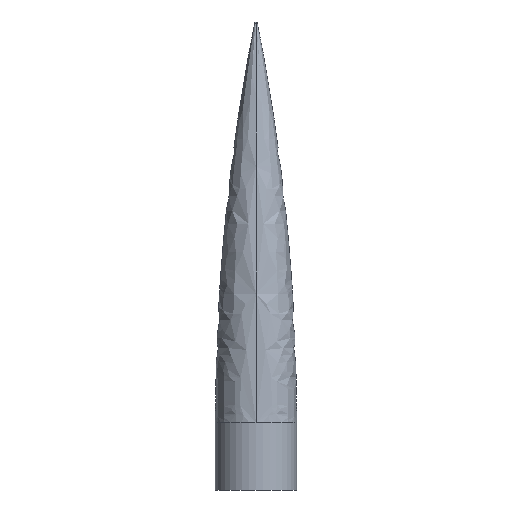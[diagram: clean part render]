
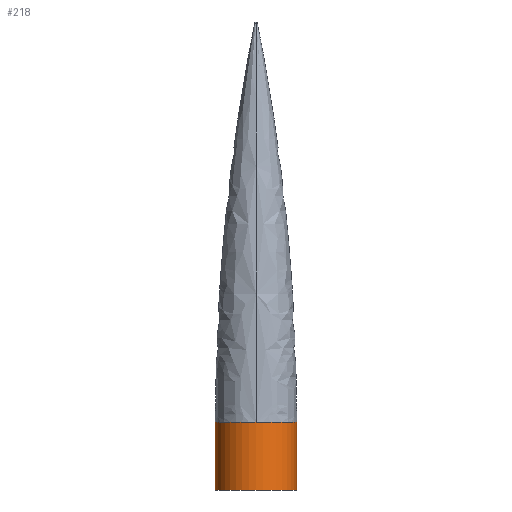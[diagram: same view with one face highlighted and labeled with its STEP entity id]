
A CAD part, front view. The second image highlights one B-rep face of the part: STEP entity #218.
In plain terms, the highlighted cylindrical face has radius 76.2 mm (diameter 152.4 mm), a partial arc.
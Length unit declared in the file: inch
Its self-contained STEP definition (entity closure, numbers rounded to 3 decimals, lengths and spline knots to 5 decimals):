
#9 = VECTOR ( 'NONE', #306, 39.37008 ) ;
#16 = CARTESIAN_POINT ( 'NONE',  ( 0., 0., -30. ) ) ;
#35 = AXIS2_PLACEMENT_3D ( 'NONE', #351, #479, #393 ) ;
#43 = VERTEX_POINT ( 'NONE', #378 ) ;
#46 = ORIENTED_EDGE ( 'NONE', *, *, #109, .T. ) ;
#55 = VERTEX_POINT ( 'NONE', #418 ) ;
#72 = LINE ( 'NONE', #528, #9 ) ;
#93 = ORIENTED_EDGE ( 'NONE', *, *, #321, .T. ) ;
#99 = VERTEX_POINT ( 'NONE', #103 ) ;
#103 = CARTESIAN_POINT ( 'NONE',  ( 3., 0., -35. ) ) ;
#109 = EDGE_CURVE ( 'NONE', #310, #43, #213, .T. ) ;
#121 = DIRECTION ( 'NONE',  ( 0., 0., -1. ) ) ;
#123 = CARTESIAN_POINT ( 'NONE',  ( -3., 0., -35. ) ) ;
#128 = AXIS2_PLACEMENT_3D ( 'NONE', #210, #165, #476 ) ;
#138 = ORIENTED_EDGE ( 'NONE', *, *, #254, .T. ) ;
#164 = FACE_OUTER_BOUND ( 'NONE', #364, .T. ) ;
#165 = DIRECTION ( 'NONE',  ( 0., 0., 1. ) ) ;
#180 = ORIENTED_EDGE ( 'NONE', *, *, #574, .F. ) ;
#181 = LINE ( 'NONE', #216, #257 ) ;
#210 = CARTESIAN_POINT ( 'NONE',  ( 0., 0., -35. ) ) ;
#212 = DIRECTION ( 'NONE',  ( -1., 0., 0. ) ) ;
#213 = CIRCLE ( 'NONE', #293, 3. ) ;
#214 = EDGE_CURVE ( 'NONE', #99, #228, #480, .T. ) ;
#216 = CARTESIAN_POINT ( 'NONE',  ( -3., 0., -35. ) ) ;
#218 = ADVANCED_FACE ( 'NONE', ( #164 ), #526, .T. ) ;
#228 = VERTEX_POINT ( 'NONE', #123 ) ;
#232 = DIRECTION ( 'NONE',  ( 0., 0., -1. ) ) ;
#254 = EDGE_CURVE ( 'NONE', #99, #55, #72, .T. ) ;
#257 = VECTOR ( 'NONE', #362, 39.37008 ) ;
#293 = AXIS2_PLACEMENT_3D ( 'NONE', #305, #121, #212 ) ;
#305 = CARTESIAN_POINT ( 'NONE',  ( 0., 0., -30. ) ) ;
#306 = DIRECTION ( 'NONE',  ( 0., 0., 1. ) ) ;
#310 = VERTEX_POINT ( 'NONE', #556 ) ;
#321 = EDGE_CURVE ( 'NONE', #55, #310, #410, .T. ) ;
#351 = CARTESIAN_POINT ( 'NONE',  ( 0., 0., -35. ) ) ;
#362 = DIRECTION ( 'NONE',  ( 0., 0., 1. ) ) ;
#364 = EDGE_LOOP ( 'NONE', ( #180, #451, #138, #93, #46 ) ) ;
#378 = CARTESIAN_POINT ( 'NONE',  ( -3., 0., -30. ) ) ;
#379 = AXIS2_PLACEMENT_3D ( 'NONE', #16, #232, #413 ) ;
#393 = DIRECTION ( 'NONE',  ( -1., 0., 0. ) ) ;
#410 = CIRCLE ( 'NONE', #379, 3. ) ;
#413 = DIRECTION ( 'NONE',  ( -1., 0., 0. ) ) ;
#418 = CARTESIAN_POINT ( 'NONE',  ( 3., 0., -30. ) ) ;
#451 = ORIENTED_EDGE ( 'NONE', *, *, #214, .F. ) ;
#476 = DIRECTION ( 'NONE',  ( 1., 0., 0. ) ) ;
#479 = DIRECTION ( 'NONE',  ( 0., 0., -1. ) ) ;
#480 = CIRCLE ( 'NONE', #35, 3. ) ;
#526 = CYLINDRICAL_SURFACE ( 'NONE', #128, 3. ) ;
#528 = CARTESIAN_POINT ( 'NONE',  ( 3., 0., -35. ) ) ;
#556 = CARTESIAN_POINT ( 'NONE',  ( 0., -3., -30. ) ) ;
#574 = EDGE_CURVE ( 'NONE', #228, #43, #181, .T. ) ;
